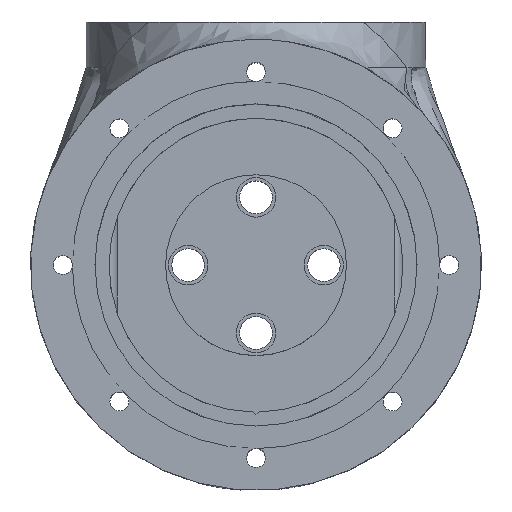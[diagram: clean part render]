
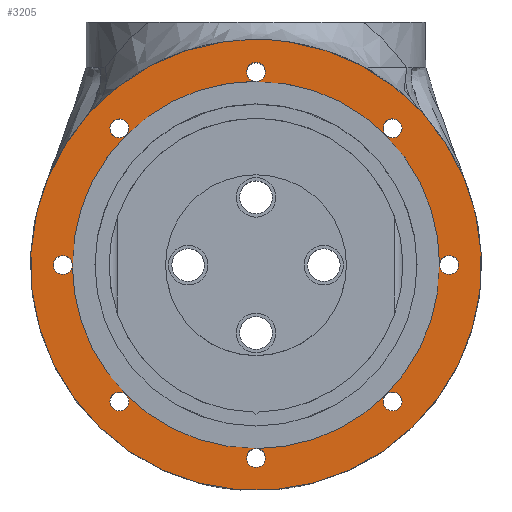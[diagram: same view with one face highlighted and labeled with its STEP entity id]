
A CAD part, top view. The second image highlights one B-rep face of the part: STEP entity #3205.
In plain terms, the highlighted planar face has unit normal (0, 0, 1).
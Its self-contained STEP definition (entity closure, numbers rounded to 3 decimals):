
#148=FACE_BOUND('',#757,.T.);
#273=CIRCLE('',#3481,39.9);
#284=CIRCLE('',#3494,32.5);
#285=CIRCLE('',#3496,32.5);
#286=CIRCLE('',#3498,32.5);
#287=CIRCLE('',#3500,32.5);
#288=CIRCLE('',#3502,1.675);
#289=CIRCLE('',#3503,1.675);
#290=CIRCLE('',#3504,1.675);
#291=CIRCLE('',#3505,32.5);
#292=CIRCLE('',#3506,1.675);
#293=CIRCLE('',#3507,1.675);
#294=CIRCLE('',#3508,32.5);
#295=CIRCLE('',#3509,1.675);
#296=CIRCLE('',#3510,1.675);
#297=CIRCLE('',#3511,32.5);
#298=CIRCLE('',#3512,1.675);
#299=CIRCLE('',#3513,1.675);
#300=CIRCLE('',#3514,32.5);
#301=CIRCLE('',#3515,1.675);
#302=CIRCLE('',#3516,1.675);
#303=CIRCLE('',#3517,1.675);
#304=CIRCLE('',#3518,1.675);
#305=CIRCLE('',#3519,1.675);
#306=CIRCLE('',#3520,1.675);
#383=PLANE('',#3501);
#532=FACE_OUTER_BOUND('',#756,.T.);
#756=EDGE_LOOP('',(#2936,#2937));
#757=EDGE_LOOP('',(#2938,#2939,#2940,#2941,#2942,#2943,#2944,#2945,#2946,
#2947,#2948,#2949,#2950,#2951,#2952,#2953,#2954,#2955,#2956,#2957,#2958,
#2959,#2960));
#1317=B_SPLINE_CURVE_WITH_KNOTS('',3,(#8037,#8038,#8039,#8040,#8041,#8042,
#8043,#8044,#8045,#8046,#8047,#8048,#8049,#8050,#8051,#8052),
 .UNSPECIFIED.,.F.,.F.,(4,2,2,2,2,2,2,4),(0.,0.35,0.48,
0.564,0.643,0.747,0.952,
1.156),.UNSPECIFIED.);
#1594=VERTEX_POINT('',#7924);
#1595=VERTEX_POINT('',#7930);
#1606=VERTEX_POINT('',#8073);
#1607=VERTEX_POINT('',#8075);
#1608=VERTEX_POINT('',#8079);
#1609=VERTEX_POINT('',#8084);
#1610=VERTEX_POINT('',#8089);
#1611=VERTEX_POINT('',#8095);
#1612=VERTEX_POINT('',#8098);
#1613=VERTEX_POINT('',#8100);
#1614=VERTEX_POINT('',#8103);
#1615=VERTEX_POINT('',#8105);
#1616=VERTEX_POINT('',#8108);
#1617=VERTEX_POINT('',#8110);
#1618=VERTEX_POINT('',#8114);
#1619=VERTEX_POINT('',#8117);
#1620=VERTEX_POINT('',#8120);
#2033=EDGE_CURVE('',#1595,#1594,#273,.T.);
#2037=EDGE_CURVE('',#1594,#1595,#1317,.F.);
#2048=EDGE_CURVE('',#1607,#1606,#284,.T.);
#2051=EDGE_CURVE('',#1606,#1608,#285,.T.);
#2054=EDGE_CURVE('',#1608,#1609,#286,.T.);
#2057=EDGE_CURVE('',#1609,#1610,#287,.T.);
#2059=EDGE_CURVE('',#1609,#1609,#288,.T.);
#2060=EDGE_CURVE('',#1610,#1611,#289,.T.);
#2061=EDGE_CURVE('',#1611,#1610,#290,.T.);
#2062=EDGE_CURVE('',#1610,#1612,#291,.T.);
#2063=EDGE_CURVE('',#1612,#1613,#292,.T.);
#2064=EDGE_CURVE('',#1613,#1612,#293,.T.);
#2065=EDGE_CURVE('',#1612,#1614,#294,.T.);
#2066=EDGE_CURVE('',#1614,#1615,#295,.T.);
#2067=EDGE_CURVE('',#1615,#1614,#296,.T.);
#2068=EDGE_CURVE('',#1614,#1616,#297,.T.);
#2069=EDGE_CURVE('',#1616,#1617,#298,.T.);
#2070=EDGE_CURVE('',#1617,#1616,#299,.T.);
#2071=EDGE_CURVE('',#1616,#1607,#300,.T.);
#2072=EDGE_CURVE('',#1607,#1618,#301,.T.);
#2073=EDGE_CURVE('',#1618,#1607,#302,.T.);
#2074=EDGE_CURVE('',#1606,#1619,#303,.T.);
#2075=EDGE_CURVE('',#1619,#1606,#304,.T.);
#2076=EDGE_CURVE('',#1608,#1620,#305,.T.);
#2077=EDGE_CURVE('',#1620,#1608,#306,.T.);
#2936=ORIENTED_EDGE('',*,*,#2033,.T.);
#2937=ORIENTED_EDGE('',*,*,#2037,.T.);
#2938=ORIENTED_EDGE('',*,*,#2059,.T.);
#2939=ORIENTED_EDGE('',*,*,#2057,.T.);
#2940=ORIENTED_EDGE('',*,*,#2060,.T.);
#2941=ORIENTED_EDGE('',*,*,#2061,.T.);
#2942=ORIENTED_EDGE('',*,*,#2062,.T.);
#2943=ORIENTED_EDGE('',*,*,#2063,.T.);
#2944=ORIENTED_EDGE('',*,*,#2064,.T.);
#2945=ORIENTED_EDGE('',*,*,#2065,.T.);
#2946=ORIENTED_EDGE('',*,*,#2066,.T.);
#2947=ORIENTED_EDGE('',*,*,#2067,.T.);
#2948=ORIENTED_EDGE('',*,*,#2068,.T.);
#2949=ORIENTED_EDGE('',*,*,#2069,.T.);
#2950=ORIENTED_EDGE('',*,*,#2070,.T.);
#2951=ORIENTED_EDGE('',*,*,#2071,.T.);
#2952=ORIENTED_EDGE('',*,*,#2072,.T.);
#2953=ORIENTED_EDGE('',*,*,#2073,.T.);
#2954=ORIENTED_EDGE('',*,*,#2048,.T.);
#2955=ORIENTED_EDGE('',*,*,#2074,.T.);
#2956=ORIENTED_EDGE('',*,*,#2075,.T.);
#2957=ORIENTED_EDGE('',*,*,#2051,.T.);
#2958=ORIENTED_EDGE('',*,*,#2076,.T.);
#2959=ORIENTED_EDGE('',*,*,#2077,.T.);
#2960=ORIENTED_EDGE('',*,*,#2054,.T.);
#3205=ADVANCED_FACE('',(#532,#148),#383,.F.);
#3481=AXIS2_PLACEMENT_3D('',#7931,#4228,#4229);
#3494=AXIS2_PLACEMENT_3D('',#8076,#4255,#4256);
#3496=AXIS2_PLACEMENT_3D('',#8081,#4261,#4262);
#3498=AXIS2_PLACEMENT_3D('',#8086,#4267,#4268);
#3500=AXIS2_PLACEMENT_3D('',#8091,#4273,#4274);
#3501=AXIS2_PLACEMENT_3D('',#8093,#4276,#4277);
#3502=AXIS2_PLACEMENT_3D('',#8094,#4278,#4279);
#3503=AXIS2_PLACEMENT_3D('',#8096,#4280,#4281);
#3504=AXIS2_PLACEMENT_3D('',#8097,#4282,#4283);
#3505=AXIS2_PLACEMENT_3D('',#8099,#4284,#4285);
#3506=AXIS2_PLACEMENT_3D('',#8101,#4286,#4287);
#3507=AXIS2_PLACEMENT_3D('',#8102,#4288,#4289);
#3508=AXIS2_PLACEMENT_3D('',#8104,#4290,#4291);
#3509=AXIS2_PLACEMENT_3D('',#8106,#4292,#4293);
#3510=AXIS2_PLACEMENT_3D('',#8107,#4294,#4295);
#3511=AXIS2_PLACEMENT_3D('',#8109,#4296,#4297);
#3512=AXIS2_PLACEMENT_3D('',#8111,#4298,#4299);
#3513=AXIS2_PLACEMENT_3D('',#8112,#4300,#4301);
#3514=AXIS2_PLACEMENT_3D('',#8113,#4302,#4303);
#3515=AXIS2_PLACEMENT_3D('',#8115,#4304,#4305);
#3516=AXIS2_PLACEMENT_3D('',#8116,#4306,#4307);
#3517=AXIS2_PLACEMENT_3D('',#8118,#4308,#4309);
#3518=AXIS2_PLACEMENT_3D('',#8119,#4310,#4311);
#3519=AXIS2_PLACEMENT_3D('',#8121,#4312,#4313);
#3520=AXIS2_PLACEMENT_3D('',#8122,#4314,#4315);
#4228=DIRECTION('center_axis',(0.,0.,1.));
#4229=DIRECTION('ref_axis',(-1.,0.,0.));
#4255=DIRECTION('center_axis',(0.,0.,-1.));
#4256=DIRECTION('ref_axis',(-1.,0.,0.));
#4261=DIRECTION('center_axis',(0.,0.,-1.));
#4262=DIRECTION('ref_axis',(-1.,0.,0.));
#4267=DIRECTION('center_axis',(0.,0.,-1.));
#4268=DIRECTION('ref_axis',(-1.,0.,0.));
#4273=DIRECTION('center_axis',(0.,0.,-1.));
#4274=DIRECTION('ref_axis',(-1.,0.,0.));
#4276=DIRECTION('center_axis',(0.,0.,-1.));
#4277=DIRECTION('ref_axis',(-1.,0.,0.));
#4278=DIRECTION('center_axis',(0.,0.,-1.));
#4279=DIRECTION('ref_axis',(-1.,0.,0.));
#4280=DIRECTION('center_axis',(0.,0.,-1.));
#4281=DIRECTION('ref_axis',(-1.,0.,0.));
#4282=DIRECTION('center_axis',(0.,0.,-1.));
#4283=DIRECTION('ref_axis',(-1.,0.,0.));
#4284=DIRECTION('center_axis',(0.,0.,-1.));
#4285=DIRECTION('ref_axis',(-1.,0.,0.));
#4286=DIRECTION('center_axis',(0.,0.,-1.));
#4287=DIRECTION('ref_axis',(-1.,0.,0.));
#4288=DIRECTION('center_axis',(0.,0.,-1.));
#4289=DIRECTION('ref_axis',(-1.,0.,0.));
#4290=DIRECTION('center_axis',(0.,0.,-1.));
#4291=DIRECTION('ref_axis',(-1.,0.,0.));
#4292=DIRECTION('center_axis',(0.,0.,-1.));
#4293=DIRECTION('ref_axis',(-1.,0.,0.));
#4294=DIRECTION('center_axis',(0.,0.,-1.));
#4295=DIRECTION('ref_axis',(-1.,0.,0.));
#4296=DIRECTION('center_axis',(0.,0.,-1.));
#4297=DIRECTION('ref_axis',(-1.,0.,0.));
#4298=DIRECTION('center_axis',(0.,0.,-1.));
#4299=DIRECTION('ref_axis',(-1.,0.,0.));
#4300=DIRECTION('center_axis',(0.,0.,-1.));
#4301=DIRECTION('ref_axis',(-1.,0.,0.));
#4302=DIRECTION('center_axis',(0.,0.,-1.));
#4303=DIRECTION('ref_axis',(-1.,0.,0.));
#4304=DIRECTION('center_axis',(0.,0.,-1.));
#4305=DIRECTION('ref_axis',(-1.,0.,0.));
#4306=DIRECTION('center_axis',(0.,0.,-1.));
#4307=DIRECTION('ref_axis',(-1.,0.,0.));
#4308=DIRECTION('center_axis',(0.,0.,-1.));
#4309=DIRECTION('ref_axis',(-1.,0.,0.));
#4310=DIRECTION('center_axis',(0.,0.,-1.));
#4311=DIRECTION('ref_axis',(-1.,0.,0.));
#4312=DIRECTION('center_axis',(0.,0.,-1.));
#4313=DIRECTION('ref_axis',(-1.,0.,0.));
#4314=DIRECTION('center_axis',(0.,0.,-1.));
#4315=DIRECTION('ref_axis',(-1.,0.,0.));
#7924=CARTESIAN_POINT('',(495.746,39.483,-10.1));
#7930=CARTESIAN_POINT('',(484.254,39.483,-10.1));
#7931=CARTESIAN_POINT('Origin',(490.,-0.001,-10.1));
#8037=CARTESIAN_POINT('Ctrl Pts',(484.254,39.483,-10.1));
#8038=CARTESIAN_POINT('Ctrl Pts',(485.407,39.65,-10.1));
#8039=CARTESIAN_POINT('Ctrl Pts',(486.552,39.776,-10.1));
#8040=CARTESIAN_POINT('Ctrl Pts',(488.147,39.875,-10.1));
#8041=CARTESIAN_POINT('Ctrl Pts',(488.579,39.894,-10.1));
#8042=CARTESIAN_POINT('Ctrl Pts',(489.293,39.914,-10.1));
#8043=CARTESIAN_POINT('Ctrl Pts',(489.572,39.918,-10.1));
#8044=CARTESIAN_POINT('Ctrl Pts',(490.115,39.921,-10.1));
#8045=CARTESIAN_POINT('Ctrl Pts',(490.377,39.919,-10.1));
#8046=CARTESIAN_POINT('Ctrl Pts',(490.988,39.908,-10.1));
#8047=CARTESIAN_POINT('Ctrl Pts',(491.335,39.897,-10.1));
#8048=CARTESIAN_POINT('Ctrl Pts',(492.363,39.849,-10.1));
#8049=CARTESIAN_POINT('Ctrl Pts',(493.039,39.799,-10.1));
#8050=CARTESIAN_POINT('Ctrl Pts',(494.396,39.665,-10.1));
#8051=CARTESIAN_POINT('Ctrl Pts',(495.071,39.581,-10.1));
#8052=CARTESIAN_POINT('Ctrl Pts',(495.746,39.483,-10.1));
#8073=CARTESIAN_POINT('',(490.,-32.501,-10.1));
#8075=CARTESIAN_POINT('',(512.981,-22.982,-10.1));
#8076=CARTESIAN_POINT('Origin',(490.,-0.001,-10.1));
#8079=CARTESIAN_POINT('',(467.019,-22.982,-10.1));
#8081=CARTESIAN_POINT('Origin',(490.,-0.001,-10.1));
#8084=CARTESIAN_POINT('',(457.5,-0.001,-10.1));
#8086=CARTESIAN_POINT('Origin',(490.,-0.001,-10.1));
#8089=CARTESIAN_POINT('',(467.019,22.98,-10.1));
#8091=CARTESIAN_POINT('Origin',(490.,-0.001,-10.1));
#8093=CARTESIAN_POINT('Origin',(490.,-0.001,-10.1));
#8094=CARTESIAN_POINT('Origin',(455.825,-0.001,-10.1));
#8095=CARTESIAN_POINT('',(467.51,24.164,-10.1));
#8096=CARTESIAN_POINT('Origin',(465.835,24.164,-10.1));
#8097=CARTESIAN_POINT('Origin',(465.835,24.164,-10.1));
#8098=CARTESIAN_POINT('',(490.,32.499,-10.1));
#8099=CARTESIAN_POINT('Origin',(490.,-0.001,-10.1));
#8100=CARTESIAN_POINT('',(491.675,34.174,-10.1));
#8101=CARTESIAN_POINT('Origin',(490.,34.174,-10.1));
#8102=CARTESIAN_POINT('Origin',(490.,34.174,-10.1));
#8103=CARTESIAN_POINT('',(512.981,22.98,-10.1));
#8104=CARTESIAN_POINT('Origin',(490.,-0.001,-10.1));
#8105=CARTESIAN_POINT('',(515.84,24.164,-10.1));
#8106=CARTESIAN_POINT('Origin',(514.165,24.164,-10.1));
#8107=CARTESIAN_POINT('Origin',(514.165,24.164,-10.1));
#8108=CARTESIAN_POINT('',(522.5,-0.001,-10.1));
#8109=CARTESIAN_POINT('Origin',(490.,-0.001,-10.1));
#8110=CARTESIAN_POINT('',(525.85,-0.001,-10.1));
#8111=CARTESIAN_POINT('Origin',(524.175,-0.001,-10.1));
#8112=CARTESIAN_POINT('Origin',(524.175,-0.001,-10.1));
#8113=CARTESIAN_POINT('Origin',(490.,-0.001,-10.1));
#8114=CARTESIAN_POINT('',(515.84,-24.167,-10.1));
#8115=CARTESIAN_POINT('Origin',(514.165,-24.167,-10.1));
#8116=CARTESIAN_POINT('Origin',(514.165,-24.167,-10.1));
#8117=CARTESIAN_POINT('',(491.675,-34.176,-10.1));
#8118=CARTESIAN_POINT('Origin',(490.,-34.176,-10.1));
#8119=CARTESIAN_POINT('Origin',(490.,-34.176,-10.1));
#8120=CARTESIAN_POINT('',(467.51,-24.167,-10.1));
#8121=CARTESIAN_POINT('Origin',(465.835,-24.167,-10.1));
#8122=CARTESIAN_POINT('Origin',(465.835,-24.167,-10.1));
